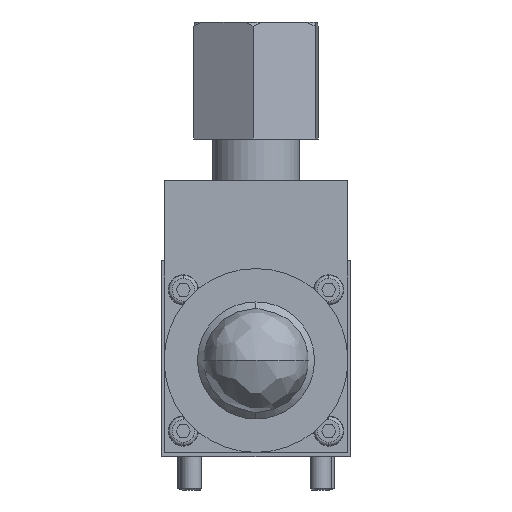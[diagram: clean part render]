
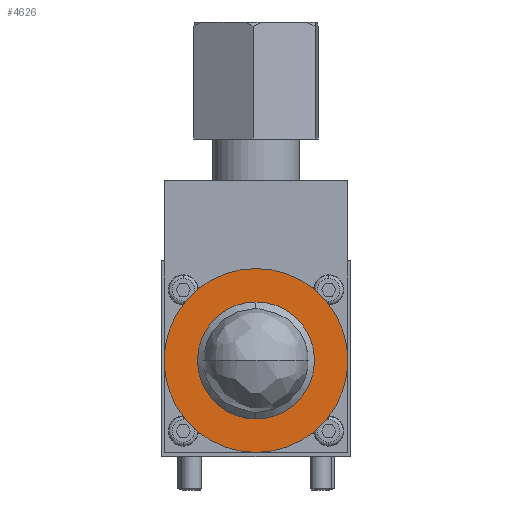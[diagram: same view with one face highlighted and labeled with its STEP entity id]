
A CAD part, front view. The second image highlights one B-rep face of the part: STEP entity #4626.
In plain terms, the highlighted planar face has unit normal (0, -1, 0).
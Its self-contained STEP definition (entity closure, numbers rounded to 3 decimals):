
#3855 = AXIS2_PLACEMENT_3D ( 'NONE', #28497, #28634, #28633 ) ;
#3868 = AXIS2_PLACEMENT_3D ( 'NONE', #28762, #28704, #28708 ) ;
#3896 = EDGE_CURVE ( 'NONE', #50190, #50174, #26506, .T. ) ;
#3915 = EDGE_CURVE ( 'NONE', #50811, #50308, #26519, .T. ) ;
#4626 = ADVANCED_FACE ( 'NONE', ( #34107, #34103 ), #48950, .T. ) ;
#8133 = ORIENTED_EDGE ( 'NONE', *, *, #9591, .F. ) ;
#8319 = ORIENTED_EDGE ( 'NONE', *, *, #3896, .T. ) ;
#8333 = ORIENTED_EDGE ( 'NONE', *, *, #10061, .T. ) ;
#8770 = ORIENTED_EDGE ( 'NONE', *, *, #3915, .F. ) ;
#9591 = EDGE_CURVE ( 'NONE', #50308, #50811, #25722, .T. ) ;
#10061 = EDGE_CURVE ( 'NONE', #50174, #50190, #44303, .T. ) ;
#25400 = AXIS2_PLACEMENT_3D ( 'NONE', #45841, #45842, #45843 ) ;
#25722 = CIRCLE ( 'NONE', #25923, 22. ) ;
#25923 = AXIS2_PLACEMENT_3D ( 'NONE', #42260, #42261, #42262 ) ;
#26506 = CIRCLE ( 'NONE', #3868, 14. ) ;
#26519 = CIRCLE ( 'NONE', #3855, 22. ) ;
#28497 = CARTESIAN_POINT ( 'NONE',  ( 0., -131.5, 23. ) ) ;
#28633 = DIRECTION ( 'NONE',  ( -1., 0., 0. ) ) ;
#28634 = DIRECTION ( 'NONE',  ( 0., 1., 0. ) ) ;
#28704 = DIRECTION ( 'NONE',  ( 0., 1., 0. ) ) ;
#28708 = DIRECTION ( 'NONE',  ( 0., 0., 1. ) ) ;
#28762 = CARTESIAN_POINT ( 'NONE',  ( 0., -131.5, 23. ) ) ;
#34103 = FACE_BOUND ( 'NONE', #49236, .T. ) ;
#34107 = FACE_OUTER_BOUND ( 'NONE', #49174, .T. ) ;
#42260 = CARTESIAN_POINT ( 'NONE',  ( 0., -131.5, 23. ) ) ;
#42261 = DIRECTION ( 'NONE',  ( 0., 1., 0. ) ) ;
#42262 = DIRECTION ( 'NONE',  ( -1., 0., 0. ) ) ;
#44303 = CIRCLE ( 'NONE', #25400, 14. ) ;
#45841 = CARTESIAN_POINT ( 'NONE',  ( 0., -131.5, 23. ) ) ;
#45842 = DIRECTION ( 'NONE',  ( 0., 1., 0. ) ) ;
#45843 = DIRECTION ( 'NONE',  ( 0., 0., 1. ) ) ;
#47242 = CARTESIAN_POINT ( 'NONE',  ( 0., -131.5, 9. ) ) ;
#47278 = CARTESIAN_POINT ( 'NONE',  ( 0., -131.5, 37. ) ) ;
#47540 = CARTESIAN_POINT ( 'NONE',  ( 22., -131.5, 23. ) ) ;
#48259 = CARTESIAN_POINT ( 'NONE',  ( -22., -131.5, 23. ) ) ;
#48900 = DIRECTION ( 'NONE',  ( 0., -1., 0. ) ) ;
#48914 = CARTESIAN_POINT ( 'NONE',  ( -22., -131.5, 23. ) ) ;
#48937 = DIRECTION ( 'NONE',  ( 1., 0., 0. ) ) ;
#48950 = PLANE ( 'NONE',  #49369 ) ;
#49174 = EDGE_LOOP ( 'NONE', ( #8770, #8133 ) ) ;
#49236 = EDGE_LOOP ( 'NONE', ( #8319, #8333 ) ) ;
#49369 = AXIS2_PLACEMENT_3D ( 'NONE', #48914, #48900, #48937 ) ;
#50174 = VERTEX_POINT ( 'NONE', #47242 ) ;
#50190 = VERTEX_POINT ( 'NONE', #47278 ) ;
#50308 = VERTEX_POINT ( 'NONE', #47540 ) ;
#50811 = VERTEX_POINT ( 'NONE', #48259 ) ;
